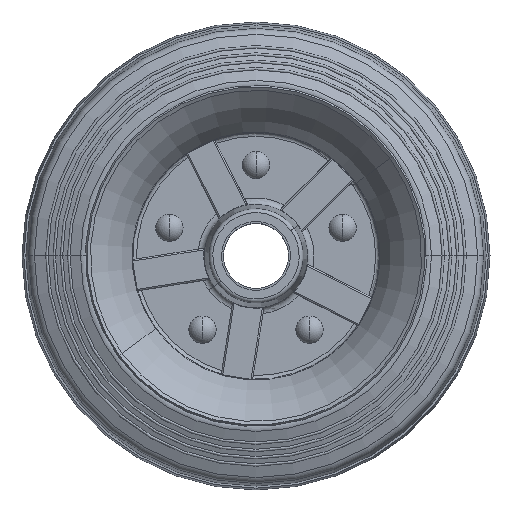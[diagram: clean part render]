
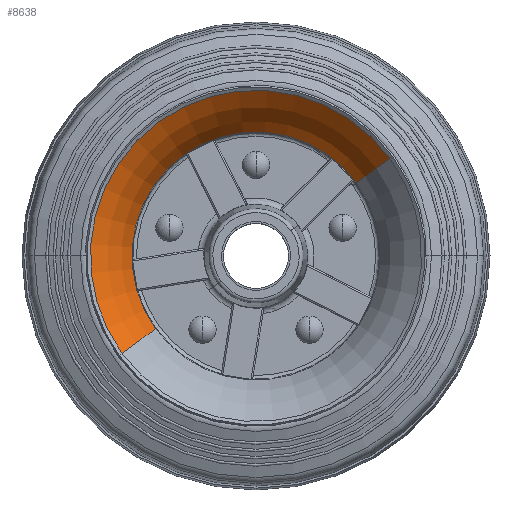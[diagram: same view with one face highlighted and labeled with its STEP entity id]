
A CAD part, top view. The second image highlights one B-rep face of the part: STEP entity #8638.
In plain terms, the highlighted toroidal (fillet/blend) face has major radius 93.692 mm and minor radius 50 mm.
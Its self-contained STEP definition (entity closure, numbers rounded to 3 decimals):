
#56 = ORIENTED_EDGE ( 'NONE', *, *, #8714, .T. ) ;
#1070 = VERTEX_POINT ( 'NONE', #11902 ) ;
#1096 = CIRCLE ( 'NONE', #7092, 50. ) ;
#1871 = DIRECTION ( 'NONE',  ( -0.809, -0.588, 0. ) ) ;
#2628 = AXIS2_PLACEMENT_3D ( 'NONE', #24710, #15068, #1871 ) ;
#4524 = DIRECTION ( 'NONE',  ( -0.588, 0.809, 0. ) ) ;
#5635 = FACE_OUTER_BOUND ( 'NONE', #7481, .T. ) ;
#7092 = AXIS2_PLACEMENT_3D ( 'NONE', #15958, #4524, #19571 ) ;
#7481 = EDGE_LOOP ( 'NONE', ( #22895, #10676, #16403, #56 ) ) ;
#8136 = DIRECTION ( 'NONE',  ( -0.809, -0.588, 0. ) ) ;
#8320 = EDGE_CURVE ( 'NONE', #1070, #22293, #20251, .T. ) ;
#8638 = ADVANCED_FACE ( 'NONE', ( #5635 ), #13451, .T. ) ;
#8714 = EDGE_CURVE ( 'NONE', #22269, #18948, #11861, .T. ) ;
#8762 = CARTESIAN_POINT ( 'NONE',  ( 38.619, 28.026, 3.717 ) ) ;
#10013 = DIRECTION ( 'NONE',  ( 0., 0., -1. ) ) ;
#10509 = AXIS2_PLACEMENT_3D ( 'NONE', #16432, #19945, #18424 ) ;
#10676 = ORIENTED_EDGE ( 'NONE', *, *, #8320, .T. ) ;
#11861 = CIRCLE ( 'NONE', #20662, 47.735 ) ;
#11902 = CARTESIAN_POINT ( 'NONE',  ( 51.528, 37.405, 24.021 ) ) ;
#12922 = CIRCLE ( 'NONE', #10509, 50. ) ;
#13434 = AXIS2_PLACEMENT_3D ( 'NONE', #17004, #22291, #24285 ) ;
#13451 = TOROIDAL_SURFACE ( 'NONE', #2628, 93.692, 50. ) ;
#15068 = DIRECTION ( 'NONE',  ( 0., 0., 1. ) ) ;
#15958 = CARTESIAN_POINT ( 'NONE',  ( -75.799, -55.103, -15.979 ) ) ;
#16403 = ORIENTED_EDGE ( 'NONE', *, *, #23399, .T. ) ;
#16432 = CARTESIAN_POINT ( 'NONE',  ( 75.799, 55.039, -15.979 ) ) ;
#17004 = CARTESIAN_POINT ( 'NONE',  ( 0., -0.032, 24.021 ) ) ;
#17090 = EDGE_CURVE ( 'NONE', #1070, #18948, #12922, .T. ) ;
#18424 = DIRECTION ( 'NONE',  ( 0.809, 0.588, 0. ) ) ;
#18948 = VERTEX_POINT ( 'NONE', #8762 ) ;
#19571 = DIRECTION ( 'NONE',  ( -0.809, -0.588, 0. ) ) ;
#19681 = CARTESIAN_POINT ( 'NONE',  ( 0., -0.032, 3.717 ) ) ;
#19919 = CARTESIAN_POINT ( 'NONE',  ( -38.619, -28.09, 3.717 ) ) ;
#19945 = DIRECTION ( 'NONE',  ( 0.588, -0.809, 0. ) ) ;
#20251 = CIRCLE ( 'NONE', #13434, 63.692 ) ;
#20550 = CARTESIAN_POINT ( 'NONE',  ( -51.528, -37.469, 24.021 ) ) ;
#20662 = AXIS2_PLACEMENT_3D ( 'NONE', #19681, #10013, #8136 ) ;
#22269 = VERTEX_POINT ( 'NONE', #19919 ) ;
#22291 = DIRECTION ( 'NONE',  ( 0., 0., 1. ) ) ;
#22293 = VERTEX_POINT ( 'NONE', #20550 ) ;
#22895 = ORIENTED_EDGE ( 'NONE', *, *, #17090, .F. ) ;
#23399 = EDGE_CURVE ( 'NONE', #22293, #22269, #1096, .T. ) ;
#24285 = DIRECTION ( 'NONE',  ( -0.809, -0.588, 0. ) ) ;
#24710 = CARTESIAN_POINT ( 'NONE',  ( 0., -0.032, -15.979 ) ) ;
